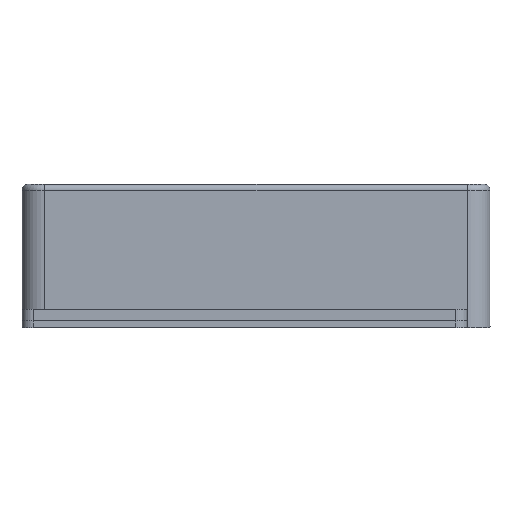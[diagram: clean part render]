
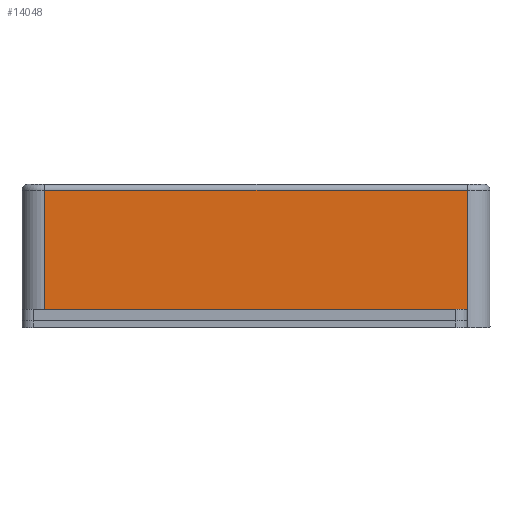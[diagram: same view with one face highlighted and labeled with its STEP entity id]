
A CAD part, front view. The second image highlights one B-rep face of the part: STEP entity #14048.
In plain terms, the highlighted planar face has unit normal (0, -1, 0).
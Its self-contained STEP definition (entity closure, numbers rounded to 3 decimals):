
#7688 = CYLINDRICAL_SURFACE('',#7689,4.);
#7689 = AXIS2_PLACEMENT_3D('',#7690,#7691,#7692);
#7690 = CARTESIAN_POINT('',(77.6,49.,0.));
#7691 = DIRECTION('',(0.,0.,1.));
#7692 = DIRECTION('',(0.,-1.,0.));
#7770 = PLANE('',#7771);
#7771 = AXIS2_PLACEMENT_3D('',#7772,#7773,#7774);
#7772 = CARTESIAN_POINT('',(40.8,67.,0.));
#7773 = DIRECTION('',(0.,0.,1.));
#7774 = DIRECTION('',(1.,0.,0.));
#9651 = EDGE_CURVE('',#9652,#9654,#9656,.T.);
#9652 = VERTEX_POINT('',#9653);
#9653 = CARTESIAN_POINT('',(77.6,45.,0.));
#9654 = VERTEX_POINT('',#9655);
#9655 = CARTESIAN_POINT('',(77.6,45.,24.));
#9656 = SURFACE_CURVE('',#9657,(#9661,#9668),.PCURVE_S1.);
#9657 = LINE('',#9658,#9659);
#9658 = CARTESIAN_POINT('',(77.6,45.,0.));
#9659 = VECTOR('',#9660,1.);
#9660 = DIRECTION('',(0.,0.,1.));
#9661 = PCURVE('',#7688,#9662);
#9662 = DEFINITIONAL_REPRESENTATION('',(#9663),#9667);
#9663 = LINE('',#9664,#9665);
#9664 = CARTESIAN_POINT('',(0.,0.));
#9665 = VECTOR('',#9666,1.);
#9666 = DIRECTION('',(0.,1.));
#9667 = ( GEOMETRIC_REPRESENTATION_CONTEXT(2) 
PARAMETRIC_REPRESENTATION_CONTEXT() REPRESENTATION_CONTEXT('2D SPACE',''
  ) );
#9668 = PCURVE('',#9669,#9674);
#9669 = PLANE('',#9670);
#9670 = AXIS2_PLACEMENT_3D('',#9671,#9672,#9673);
#9671 = CARTESIAN_POINT('',(0.,45.,0.));
#9672 = DIRECTION('',(0.,1.,0.));
#9673 = DIRECTION('',(1.,0.,0.));
#9674 = DEFINITIONAL_REPRESENTATION('',(#9675),#9679);
#9675 = LINE('',#9676,#9677);
#9676 = CARTESIAN_POINT('',(77.6,0.));
#9677 = VECTOR('',#9678,1.);
#9678 = DIRECTION('',(0.,-1.));
#9679 = ( GEOMETRIC_REPRESENTATION_CONTEXT(2) 
PARAMETRIC_REPRESENTATION_CONTEXT() REPRESENTATION_CONTEXT('2D SPACE',''
  ) );
#9895 = EDGE_CURVE('',#9896,#9652,#9898,.T.);
#9896 = VERTEX_POINT('',#9897);
#9897 = CARTESIAN_POINT('',(4.,45.,0.));
#9898 = SURFACE_CURVE('',#9899,(#9903,#9910),.PCURVE_S1.);
#9899 = LINE('',#9900,#9901);
#9900 = CARTESIAN_POINT('',(0.,45.,0.));
#9901 = VECTOR('',#9902,1.);
#9902 = DIRECTION('',(1.,0.,0.));
#9903 = PCURVE('',#7770,#9904);
#9904 = DEFINITIONAL_REPRESENTATION('',(#9905),#9909);
#9905 = LINE('',#9906,#9907);
#9906 = CARTESIAN_POINT('',(-40.8,-22.));
#9907 = VECTOR('',#9908,1.);
#9908 = DIRECTION('',(1.,0.));
#9909 = ( GEOMETRIC_REPRESENTATION_CONTEXT(2) 
PARAMETRIC_REPRESENTATION_CONTEXT() REPRESENTATION_CONTEXT('2D SPACE',''
  ) );
#9910 = PCURVE('',#9669,#9911);
#9911 = DEFINITIONAL_REPRESENTATION('',(#9912),#9916);
#9912 = LINE('',#9913,#9914);
#9913 = CARTESIAN_POINT('',(0.,0.));
#9914 = VECTOR('',#9915,1.);
#9915 = DIRECTION('',(1.,0.));
#9916 = ( GEOMETRIC_REPRESENTATION_CONTEXT(2) 
PARAMETRIC_REPRESENTATION_CONTEXT() REPRESENTATION_CONTEXT('2D SPACE',''
  ) );
#10020 = CYLINDRICAL_SURFACE('',#10021,4.);
#10021 = AXIS2_PLACEMENT_3D('',#10022,#10023,#10024);
#10022 = CARTESIAN_POINT('',(4.,49.,0.));
#10023 = DIRECTION('',(0.,0.,1.));
#10024 = DIRECTION('',(0.,-1.,0.));
#14048 = ADVANCED_FACE('',(#14049),#9669,.F.);
#14049 = FACE_BOUND('',#14050,.F.);
#14050 = EDGE_LOOP('',(#14051,#14074,#14100,#14101));
#14051 = ORIENTED_EDGE('',*,*,#14052,.T.);
#14052 = EDGE_CURVE('',#9896,#14053,#14055,.T.);
#14053 = VERTEX_POINT('',#14054);
#14054 = CARTESIAN_POINT('',(4.,45.,24.));
#14055 = SURFACE_CURVE('',#14056,(#14060,#14067),.PCURVE_S1.);
#14056 = LINE('',#14057,#14058);
#14057 = CARTESIAN_POINT('',(4.,45.,0.));
#14058 = VECTOR('',#14059,1.);
#14059 = DIRECTION('',(0.,0.,1.));
#14060 = PCURVE('',#9669,#14061);
#14061 = DEFINITIONAL_REPRESENTATION('',(#14062),#14066);
#14062 = LINE('',#14063,#14064);
#14063 = CARTESIAN_POINT('',(4.,0.));
#14064 = VECTOR('',#14065,1.);
#14065 = DIRECTION('',(0.,-1.));
#14066 = ( GEOMETRIC_REPRESENTATION_CONTEXT(2) 
PARAMETRIC_REPRESENTATION_CONTEXT() REPRESENTATION_CONTEXT('2D SPACE',''
  ) );
#14067 = PCURVE('',#10020,#14068);
#14068 = DEFINITIONAL_REPRESENTATION('',(#14069),#14073);
#14069 = LINE('',#14070,#14071);
#14070 = CARTESIAN_POINT('',(-0.,0.));
#14071 = VECTOR('',#14072,1.);
#14072 = DIRECTION('',(-0.,1.));
#14073 = ( GEOMETRIC_REPRESENTATION_CONTEXT(2) 
PARAMETRIC_REPRESENTATION_CONTEXT() REPRESENTATION_CONTEXT('2D SPACE',''
  ) );
#14074 = ORIENTED_EDGE('',*,*,#14075,.T.);
#14075 = EDGE_CURVE('',#14053,#9654,#14076,.T.);
#14076 = SURFACE_CURVE('',#14077,(#14081,#14088),.PCURVE_S1.);
#14077 = LINE('',#14078,#14079);
#14078 = CARTESIAN_POINT('',(4.,45.,24.));
#14079 = VECTOR('',#14080,1.);
#14080 = DIRECTION('',(1.,0.,0.));
#14081 = PCURVE('',#9669,#14082);
#14082 = DEFINITIONAL_REPRESENTATION('',(#14083),#14087);
#14083 = LINE('',#14084,#14085);
#14084 = CARTESIAN_POINT('',(4.,-24.));
#14085 = VECTOR('',#14086,1.);
#14086 = DIRECTION('',(1.,0.));
#14087 = ( GEOMETRIC_REPRESENTATION_CONTEXT(2) 
PARAMETRIC_REPRESENTATION_CONTEXT() REPRESENTATION_CONTEXT('2D SPACE',''
  ) );
#14088 = PCURVE('',#14089,#14094);
#14089 = CYLINDRICAL_SURFACE('',#14090,1.);
#14090 = AXIS2_PLACEMENT_3D('',#14091,#14092,#14093);
#14091 = CARTESIAN_POINT('',(4.,46.,24.));
#14092 = DIRECTION('',(1.,0.,0.));
#14093 = DIRECTION('',(0.,-1.,0.));
#14094 = DEFINITIONAL_REPRESENTATION('',(#14095),#14099);
#14095 = LINE('',#14096,#14097);
#14096 = CARTESIAN_POINT('',(-0.,0.));
#14097 = VECTOR('',#14098,1.);
#14098 = DIRECTION('',(-0.,1.));
#14099 = ( GEOMETRIC_REPRESENTATION_CONTEXT(2) 
PARAMETRIC_REPRESENTATION_CONTEXT() REPRESENTATION_CONTEXT('2D SPACE',''
  ) );
#14100 = ORIENTED_EDGE('',*,*,#9651,.F.);
#14101 = ORIENTED_EDGE('',*,*,#9895,.F.);
